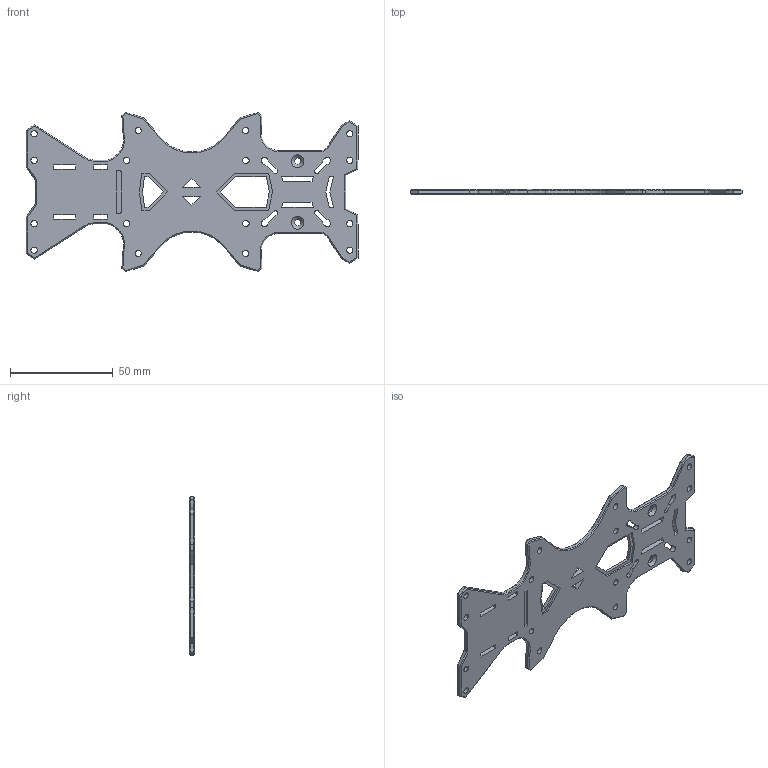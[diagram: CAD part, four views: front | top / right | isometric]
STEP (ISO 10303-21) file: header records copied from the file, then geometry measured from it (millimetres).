
FILE_DESCRIPTION(/* description */ (''),/* implementation_level */ '2;1');
FILE_NAME(/* name */ 'bottom_plate.step',/* time_stamp */ '2024-01-26T08:59:38-03:00',/* author */ (''),/* organization */ (''),/* preprocessor_version */ 'ST-DEVELOPER v20',/* originating_system */ 'Autodesk Translation Framework v12.14.0.127',/* authorisation */ '');
FILE_SCHEMA (('AUTOMOTIVE_DESIGN { 1 0 10303 214 3 1 1 }'));
Length unit declared in the file: millimetre
Products named in the file (1): bottom_plate
Bounding box: 161.28 x 2.5 x 77.27 mm (x, y, z)
Volume: 17519.6 mm3; surface area: 17033.2 mm2
Topology: 1 solids, 1 shells, 444 faces, 1164 edges, 736 vertices
Faces by surface type: plane 274, bspline 102, cylinder 42, cone 26
Full cylindrical faces by diameter (mm): 3.05 x16, 3.2 x2
Entity records: 14544 total; most frequent: CARTESIAN_POINT 4145, ORIENTED_EDGE 2328, DIRECTION 1740, EDGE_CURVE 1164, LINE 834, VECTOR 834, VERTEX_POINT 736, EDGE_LOOP 524
